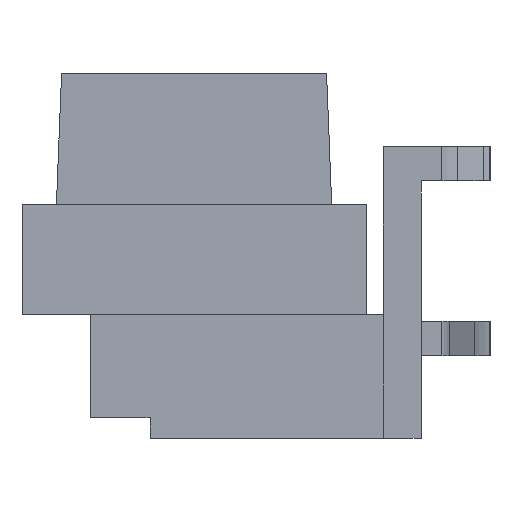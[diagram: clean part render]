
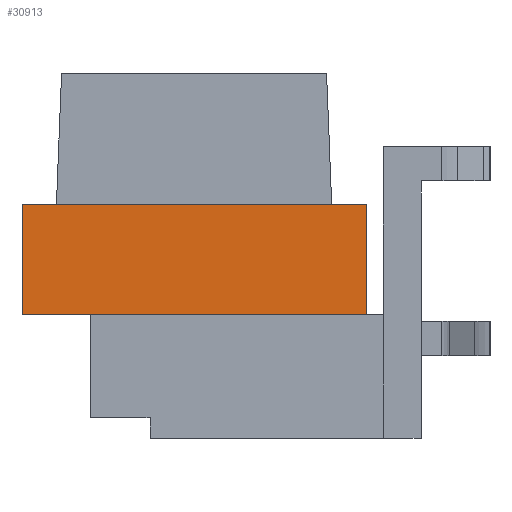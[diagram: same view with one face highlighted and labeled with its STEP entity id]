
A CAD part, left-side view. The second image highlights one B-rep face of the part: STEP entity #30913.
In plain terms, the highlighted planar face has unit normal (-1, 0, 0).
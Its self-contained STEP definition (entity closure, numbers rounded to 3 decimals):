
#1825 = PLANE ( 'NONE',  #3221 ) ;
#1828 = CARTESIAN_POINT ( 'NONE',  ( -13.665, 2.6, -1.865 ) ) ;
#1834 = DIRECTION ( 'NONE',  ( 1., 0., 0. ) ) ;
#1835 = DIRECTION ( 'NONE',  ( 0., -1., 0. ) ) ;
#2411 = EDGE_LOOP ( 'NONE', ( #12833, #12834, #12835, #12836 ) ) ;
#3221 = AXIS2_PLACEMENT_3D ( 'NONE', #1828, #1834, #1835 ) ;
#10832 = VERTEX_POINT ( 'NONE', #22701 ) ;
#10834 = VERTEX_POINT ( 'NONE', #22705 ) ;
#10840 = VERTEX_POINT ( 'NONE', #22716 ) ;
#10841 = VERTEX_POINT ( 'NONE', #22718 ) ;
#11935 = EDGE_CURVE ( 'NONE', #10832, #10834, #20931, .T. ) ;
#11945 = EDGE_CURVE ( 'NONE', #10840, #10841, #20951, .T. ) ;
#11950 = EDGE_CURVE ( 'NONE', #10841, #10832, #20961, .T. ) ;
#11952 = EDGE_CURVE ( 'NONE', #10834, #10840, #20965, .T. ) ;
#12833 = ORIENTED_EDGE ( 'NONE', *, *, #11952, .F. ) ;
#12834 = ORIENTED_EDGE ( 'NONE', *, *, #11935, .F. ) ;
#12835 = ORIENTED_EDGE ( 'NONE', *, *, #11950, .F. ) ;
#12836 = ORIENTED_EDGE ( 'NONE', *, *, #11945, .F. ) ;
#20931 = LINE ( 'NONE', #23026, #20932 ) ;
#20932 = VECTOR ( 'NONE', #23027, 1000. ) ;
#20951 = LINE ( 'NONE', #23071, #20952 ) ;
#20952 = VECTOR ( 'NONE', #23072, 1000. ) ;
#20961 = LINE ( 'NONE', #23093, #20962 ) ;
#20962 = VECTOR ( 'NONE', #23095, 1000. ) ;
#20965 = LINE ( 'NONE', #23102, #20966 ) ;
#20966 = VECTOR ( 'NONE', #23104, 1000. ) ;
#22701 = CARTESIAN_POINT ( 'NONE',  ( -13.665, -2.5, -1.9 ) ) ;
#22705 = CARTESIAN_POINT ( 'NONE',  ( -13.665, -2.5, -3.5 ) ) ;
#22716 = CARTESIAN_POINT ( 'NONE',  ( -13.665, 2.5, -3.5 ) ) ;
#22718 = CARTESIAN_POINT ( 'NONE',  ( -13.665, 2.5, -1.9 ) ) ;
#23026 = CARTESIAN_POINT ( 'NONE',  ( -13.665, -2.5, -2.7 ) ) ;
#23027 = DIRECTION ( 'NONE',  ( 0., 0., -1. ) ) ;
#23071 = CARTESIAN_POINT ( 'NONE',  ( -13.665, 2.5, -2.7 ) ) ;
#23072 = DIRECTION ( 'NONE',  ( 0., 0., 1. ) ) ;
#23093 = CARTESIAN_POINT ( 'NONE',  ( -13.665, 0., -1.9 ) ) ;
#23095 = DIRECTION ( 'NONE',  ( 0., -1., 0. ) ) ;
#23102 = CARTESIAN_POINT ( 'NONE',  ( -13.665, 0., -3.5 ) ) ;
#23104 = DIRECTION ( 'NONE',  ( 0., 1., 0. ) ) ;
#24612 = FACE_OUTER_BOUND ( 'NONE', #2411, .T. ) ;
#30913 = ADVANCED_FACE ( 'NONE', ( #24612 ), #1825, .F. ) ;
